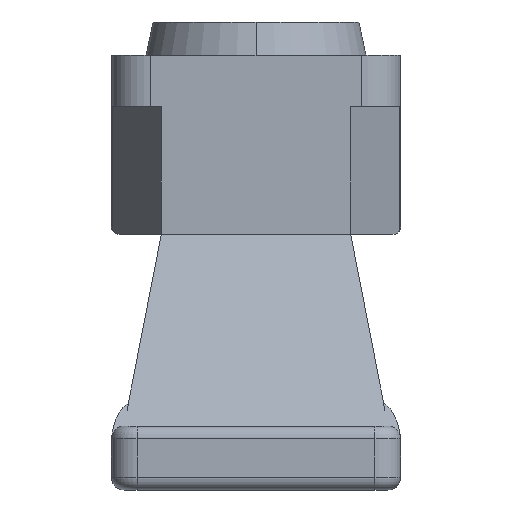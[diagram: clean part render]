
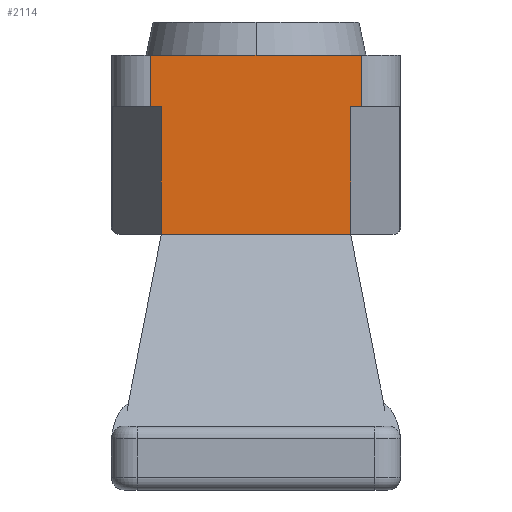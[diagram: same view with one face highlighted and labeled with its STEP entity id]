
A CAD part, left-side view. The second image highlights one B-rep face of the part: STEP entity #2114.
In plain terms, the highlighted planar face has unit normal (-1, 0, 0).
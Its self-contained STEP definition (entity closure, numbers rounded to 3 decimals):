
#48 = ORIENTED_EDGE ( 'NONE', *, *, #2164, .T. ) ;
#56 = ORIENTED_EDGE ( 'NONE', *, *, #633, .F. ) ;
#80 = ORIENTED_EDGE ( 'NONE', *, *, #2261, .T. ) ;
#84 = ORIENTED_EDGE ( 'NONE', *, *, #634, .F. ) ;
#110 = ORIENTED_EDGE ( 'NONE', *, *, #2222, .T. ) ;
#112 = ORIENTED_EDGE ( 'NONE', *, *, #2207, .F. ) ;
#113 = ORIENTED_EDGE ( 'NONE', *, *, #2260, .F. ) ;
#128 = ORIENTED_EDGE ( 'NONE', *, *, #2259, .T. ) ;
#137 = VECTOR ( 'NONE', #1445, 1000. ) ;
#140 = VECTOR ( 'NONE', #751, 1000. ) ;
#151 = VECTOR ( 'NONE', #1530, 1000. ) ;
#182 = VECTOR ( 'NONE', #1307, 1000. ) ;
#194 = VECTOR ( 'NONE', #791, 1000. ) ;
#197 = VECTOR ( 'NONE', #801, 1000. ) ;
#314 = AXIS2_PLACEMENT_3D ( 'NONE', #1822, #1815, #1814 ) ;
#350 = VECTOR ( 'NONE', #677, 1000. ) ;
#449 = VECTOR ( 'NONE', #1191, 1000. ) ;
#480 = EDGE_LOOP ( 'NONE', ( #48, #113, #112, #128, #110, #56, #84, #80 ) ) ;
#550 = VERTEX_POINT ( 'NONE', #1452 ) ;
#560 = LINE ( 'NONE', #681, #350 ) ;
#633 = EDGE_CURVE ( 'NONE', #1164, #1153, #560, .T. ) ;
#634 = EDGE_CURVE ( 'NONE', #1053, #1164, #683, .T. ) ;
#653 = CARTESIAN_POINT ( 'NONE',  ( -7.45, 3.7, 0. ) ) ;
#676 = CARTESIAN_POINT ( 'NONE',  ( -7.45, 4.113, 2. ) ) ;
#677 = DIRECTION ( 'NONE',  ( 0., 0., -1. ) ) ;
#681 = CARTESIAN_POINT ( 'NONE',  ( -7.45, -4.113, 2. ) ) ;
#683 = LINE ( 'NONE', #676, #137 ) ;
#745 = CARTESIAN_POINT ( 'NONE',  ( -7.45, 3.7, -5. ) ) ;
#751 = DIRECTION ( 'NONE',  ( 0., 0., 1. ) ) ;
#758 = LINE ( 'NONE', #745, #197 ) ;
#772 = LINE ( 'NONE', #789, #194 ) ;
#789 = CARTESIAN_POINT ( 'NONE',  ( -7.45, 4.113, 2. ) ) ;
#791 = DIRECTION ( 'NONE',  ( 0., 0., -1. ) ) ;
#801 = DIRECTION ( 'NONE',  ( 0., 0., 1. ) ) ;
#826 = LINE ( 'NONE', #827, #140 ) ;
#827 = CARTESIAN_POINT ( 'NONE',  ( -7.45, -3.7, -5. ) ) ;
#1053 = VERTEX_POINT ( 'NONE', #1655 ) ;
#1063 = VERTEX_POINT ( 'NONE', #653 ) ;
#1087 = VERTEX_POINT ( 'NONE', #2085 ) ;
#1093 = VERTEX_POINT ( 'NONE', #2080 ) ;
#1116 = VERTEX_POINT ( 'NONE', #1985 ) ;
#1153 = VERTEX_POINT ( 'NONE', #1952 ) ;
#1164 = VERTEX_POINT ( 'NONE', #1942 ) ;
#1173 = LINE ( 'NONE', #1277, #449 ) ;
#1191 = DIRECTION ( 'NONE',  ( 0., -1., 0. ) ) ;
#1277 = CARTESIAN_POINT ( 'NONE',  ( -7.45, 4.113, 0. ) ) ;
#1307 = DIRECTION ( 'NONE',  ( 0., 1., 0. ) ) ;
#1309 = CARTESIAN_POINT ( 'NONE',  ( -7.45, 3.7, -5. ) ) ;
#1311 = LINE ( 'NONE', #1309, #182 ) ;
#1445 = DIRECTION ( 'NONE',  ( 0., -1., 0. ) ) ;
#1452 = CARTESIAN_POINT ( 'NONE',  ( -7.45, -3.7, 0. ) ) ;
#1530 = DIRECTION ( 'NONE',  ( 0., -1., 0. ) ) ;
#1534 = LINE ( 'NONE', #1536, #151 ) ;
#1536 = CARTESIAN_POINT ( 'NONE',  ( -7.45, 4.113, 0. ) ) ;
#1655 = CARTESIAN_POINT ( 'NONE',  ( -7.45, 4.113, 2. ) ) ;
#1814 = DIRECTION ( 'NONE',  ( 0., 1., 0. ) ) ;
#1815 = DIRECTION ( 'NONE',  ( 1., 0., 0. ) ) ;
#1818 = PLANE ( 'NONE',  #314 ) ;
#1821 = FACE_OUTER_BOUND ( 'NONE', #480, .T. ) ;
#1822 = CARTESIAN_POINT ( 'NONE',  ( -7.45, 4.113, 2. ) ) ;
#1942 = CARTESIAN_POINT ( 'NONE',  ( -7.45, -4.113, 2. ) ) ;
#1952 = CARTESIAN_POINT ( 'NONE',  ( -7.45, -4.113, 0. ) ) ;
#1985 = CARTESIAN_POINT ( 'NONE',  ( -7.45, -3.7, -5. ) ) ;
#2080 = CARTESIAN_POINT ( 'NONE',  ( -7.45, 4.113, 0. ) ) ;
#2085 = CARTESIAN_POINT ( 'NONE',  ( -7.45, 3.7, -5. ) ) ;
#2114 = ADVANCED_FACE ( 'NONE', ( #1821 ), #1818, .F. ) ;
#2164 = EDGE_CURVE ( 'NONE', #1093, #1063, #1534, .T. ) ;
#2207 = EDGE_CURVE ( 'NONE', #1116, #1087, #1311, .T. ) ;
#2222 = EDGE_CURVE ( 'NONE', #550, #1153, #1173, .T. ) ;
#2259 = EDGE_CURVE ( 'NONE', #1116, #550, #826, .T. ) ;
#2260 = EDGE_CURVE ( 'NONE', #1087, #1063, #758, .T. ) ;
#2261 = EDGE_CURVE ( 'NONE', #1053, #1093, #772, .T. ) ;
